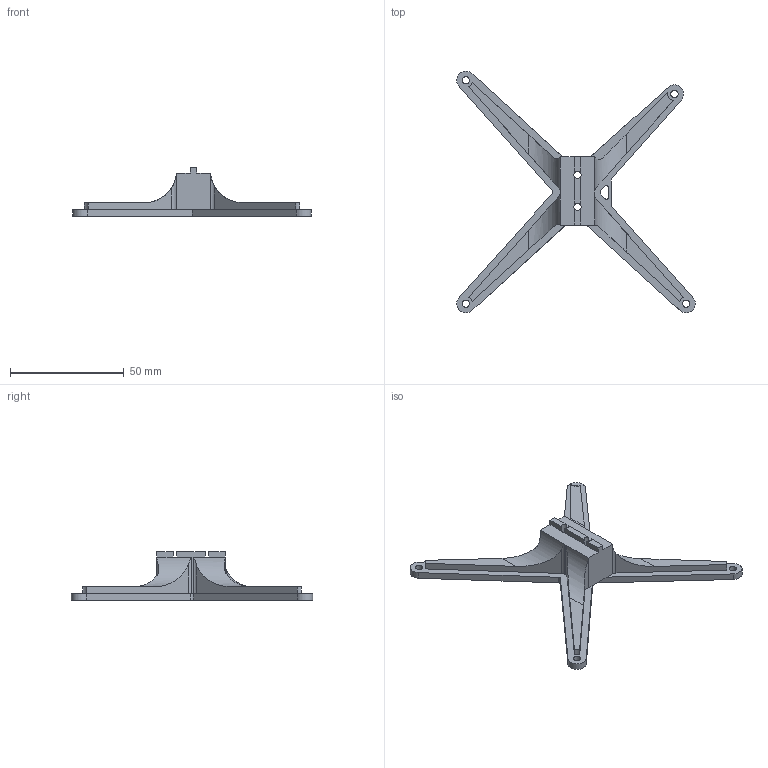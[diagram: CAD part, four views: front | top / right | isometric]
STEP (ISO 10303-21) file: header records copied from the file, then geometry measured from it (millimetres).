
FILE_DESCRIPTION(/* description */ (''),/* implementation_level */ '2;1');
FILE_NAME(/* name */ 'smoothie_base.stp',/* time_stamp */ '2015-08-27T09:38:03+02:00',/* author */ (''),/* organization */ (''),/* preprocessor_version */ 'ST-DEVELOPER v14',/* originating_system */ 'SIEMENS PLM Software NX 8.0',/* authorisation */ '');
FILE_SCHEMA (('AUTOMOTIVE_DESIGN { 1 0 10303 214 3 1 1 1 }'));
Length unit declared in the file: millimetre
Products named in the file (1): smoothie_base
Bounding box: 104.64 x 105.98 x 21.4 mm (x, y, z)
Volume: 21032.1 mm3; surface area: 10998.4 mm2
Topology: 1 solids, 1 shells, 80 faces, 281 edges, 259 vertices
Faces by surface type: plane 46, cylinder 34
Full cylindrical faces by diameter (mm): 3.2 x6, 5.8 x2
Entity records: 3178 total; most frequent: CARTESIAN_POINT 604, DIRECTION 496, ORIENTED_EDGE 428, EDGE_CURVE 214, LINE 182, VECTOR 182, AXIS2_PLACEMENT_3D 157, VERTEX_POINT 143
